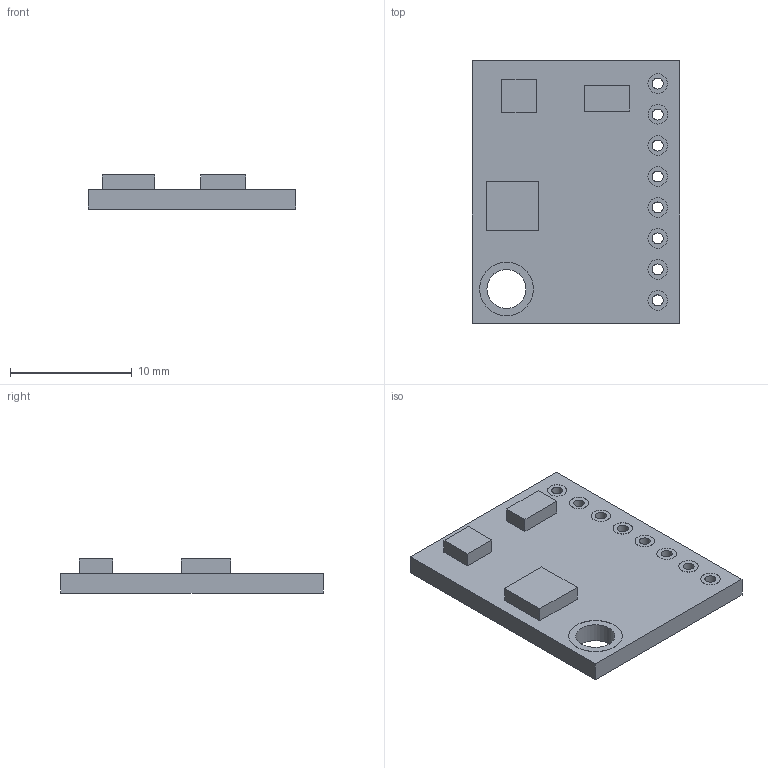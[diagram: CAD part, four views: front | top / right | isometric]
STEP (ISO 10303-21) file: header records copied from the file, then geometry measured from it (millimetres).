
FILE_DESCRIPTION(('FreeCAD Model'),'2;1');
FILE_NAME('GY-86.step','2020-10-24T10:58:08',('Author'),(''), 'Open CASCADE STEP processor 7.3','FreeCAD','Unknown');
FILE_SCHEMA(('AUTOMOTIVE_DESIGN { 1 0 10303 214 1 1 1 1 }'));
Length unit declared in the file: millimetre
Products named in the file (1): Pad020
Bounding box: 17 x 21.5 x 2.8 mm (x, y, z)
Volume: 603.4 mm3; surface area: 927.9 mm2
Topology: 1 solids, 1 shells, 48 faces, 102 edges, 68 vertices
Faces by surface type: plane 30, cylinder 18
Full cylindrical faces by diameter (mm): 0.9 x8, 1.6 x8, 3.2 x1, 4.4 x1
Entity records: 2766 total; most frequent: CARTESIAN_POINT 585, DIRECTION 413, LINE 234, VECTOR 234, ORIENTED_EDGE 204, PCURVE 204, DEFINITIONAL_REPRESENTATION 204, EDGE_CURVE 102
